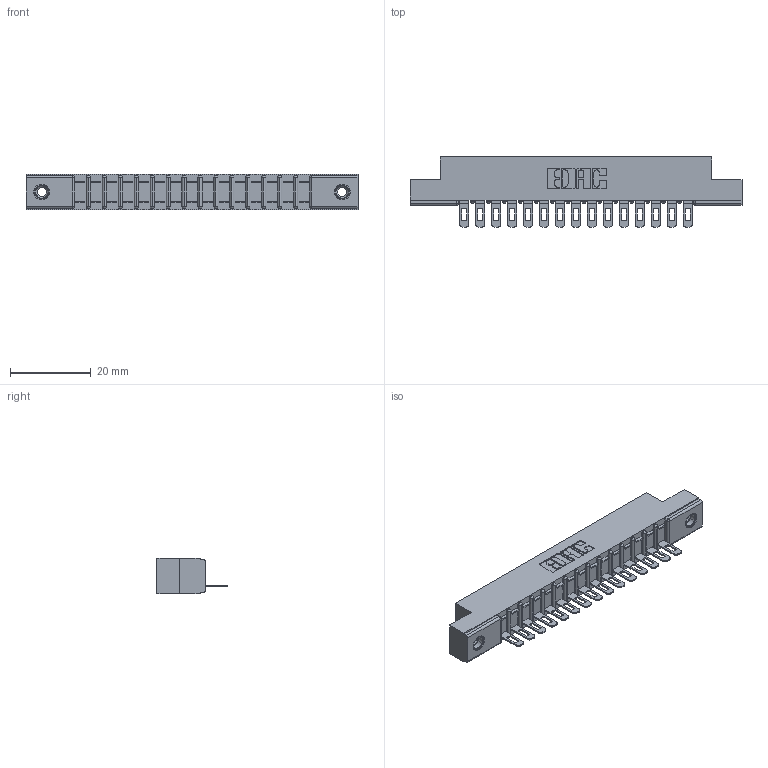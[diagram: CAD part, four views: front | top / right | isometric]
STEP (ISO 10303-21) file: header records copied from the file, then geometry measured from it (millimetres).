
FILE_DESCRIPTION (( 'STEP AP203' ), '1' );
FILE_NAME ('307-015-501-108.STEP', '2018-08-03T02:17:06', ( '' ), ( '' ), 'SwSTEP 2.0', 'SolidWorks 2016', '' );
FILE_SCHEMA (( 'CONFIG_CONTROL_DESIGN' ));
Length unit declared in the file: inch
Products named in the file (4): 307 Part_.156 Dia Mounting Holes; 307-290-002_501; 345-250-001_345-250-003-102; 307-015-501-108
Assembly tree (18 placements, depth 2):
  307-015-501-108
    307 Part_.156 Dia Mounting Holes
    307-290-002_501  x15
    345-250-001_345-250-003-102  x2
Bounding box: 82.45 x 17.42 x 8.71 mm (x, y, z)
Volume: 5446 mm3; surface area: 9635.8 mm2
Topology: 18 solids, 18 shells, 1334 faces, 4029 edges, 2634 vertices
Faces by surface type: plane 762, cylinder 524, sphere 32, cone 12, torus 4
Entity records: 18167 total; most frequent: CARTESIAN_POINT 3039, ORIENTED_EDGE 3022, DIRECTION 2979, EDGE_CURVE 1511, VECTOR 1139, LINE 1139, VERTEX_POINT 980, AXIS2_PLACEMENT_3D 920
